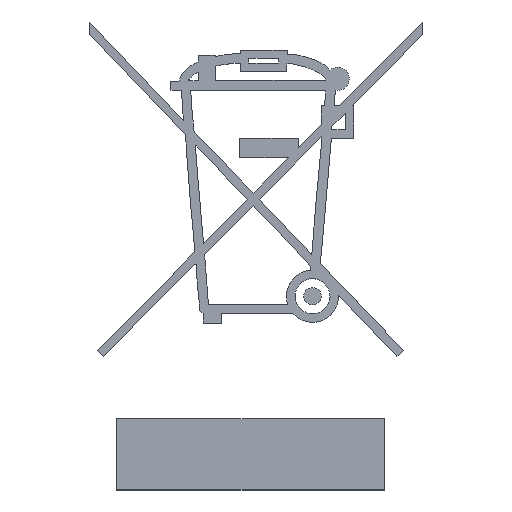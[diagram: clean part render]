
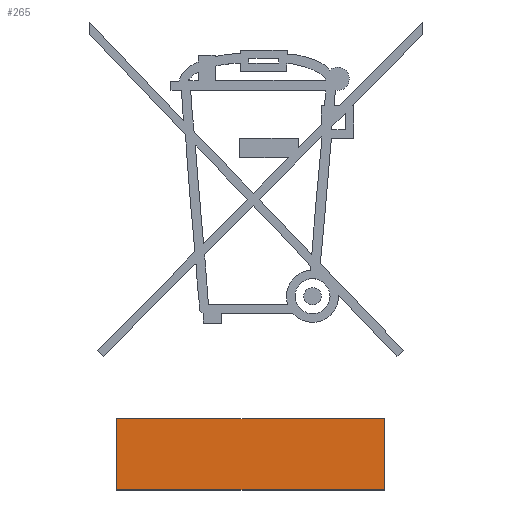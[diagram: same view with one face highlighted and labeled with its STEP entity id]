
A CAD part, top view. The second image highlights one B-rep face of the part: STEP entity #265.
In plain terms, the highlighted planar face has unit normal (0, 0, 1).
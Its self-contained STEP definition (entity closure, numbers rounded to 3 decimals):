
#265=ADVANCED_FACE('',(#602),#431,.T.);
#431=PLANE('',#3792);
#602=FACE_OUTER_BOUND('',#793,.T.);
#793=EDGE_LOOP('',(#1792,#1793,#1794,#1795));
#1792=ORIENTED_EDGE('',*,*,#2630,.T.);
#1793=ORIENTED_EDGE('',*,*,#2628,.T.);
#1794=ORIENTED_EDGE('',*,*,#2626,.T.);
#1795=ORIENTED_EDGE('',*,*,#2624,.T.);
#2126=VERTEX_POINT('',#5649);
#2127=VERTEX_POINT('',#5651);
#2128=VERTEX_POINT('',#5655);
#2129=VERTEX_POINT('',#5659);
#2624=EDGE_CURVE('',#2127,#2126,#3111,.T.);
#2626=EDGE_CURVE('',#2128,#2127,#3113,.T.);
#2628=EDGE_CURVE('',#2129,#2128,#3115,.T.);
#2630=EDGE_CURVE('',#2126,#2129,#3117,.T.);
#3111=LINE('',#5650,#3598);
#3113=LINE('',#5654,#3600);
#3115=LINE('',#5658,#3602);
#3117=LINE('',#5662,#3604);
#3598=VECTOR('',#4639,1.);
#3600=VECTOR('',#4643,1.);
#3602=VECTOR('',#4647,1.);
#3604=VECTOR('',#4651,1.);
#3792=AXIS2_PLACEMENT_3D('',#5664,#4654,#4655);
#4639=DIRECTION('',(-1.,0.,0.));
#4643=DIRECTION('',(0.,1.,0.));
#4647=DIRECTION('',(1.,0.,0.));
#4651=DIRECTION('',(0.,-1.,0.));
#4654=DIRECTION('',(0.,0.,1.));
#4655=DIRECTION('',(-1.,0.,0.));
#5649=CARTESIAN_POINT('',(-1.988,-3.199,0.05));
#5650=CARTESIAN_POINT('',(1.912,-3.199,0.05));
#5651=CARTESIAN_POINT('',(1.912,-3.199,0.05));
#5654=CARTESIAN_POINT('',(1.912,-4.238,0.05));
#5655=CARTESIAN_POINT('',(1.912,-4.238,0.05));
#5658=CARTESIAN_POINT('',(-1.988,-4.238,0.05));
#5659=CARTESIAN_POINT('',(-1.988,-4.238,0.05));
#5662=CARTESIAN_POINT('',(-1.988,-3.199,0.05));
#5664=CARTESIAN_POINT('',(0.,0.,0.05));
